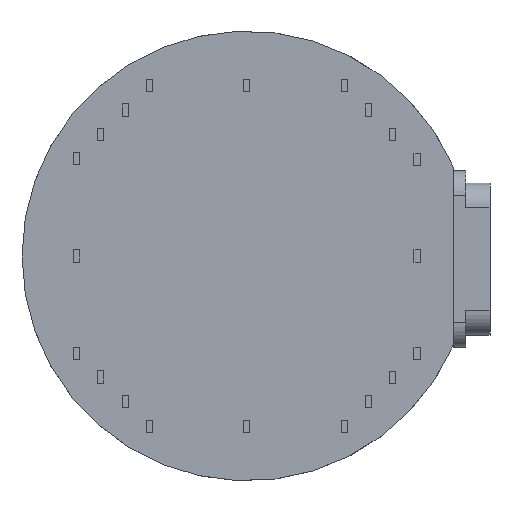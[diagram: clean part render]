
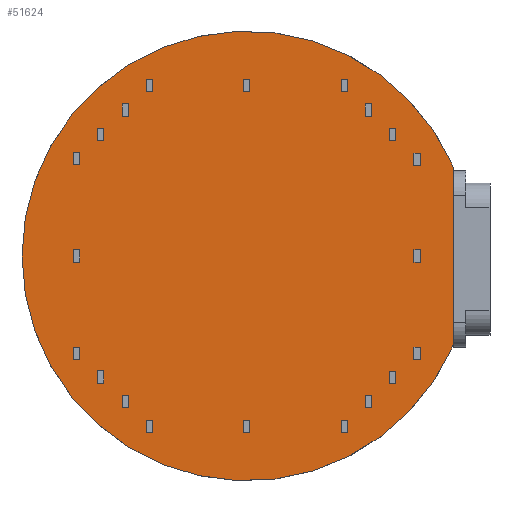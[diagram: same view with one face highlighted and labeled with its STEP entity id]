
A CAD part, top view. The second image highlights one B-rep face of the part: STEP entity #51624.
In plain terms, the highlighted planar face has unit normal (0, 0, 1).
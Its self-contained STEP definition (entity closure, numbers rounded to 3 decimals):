
#51624 = ADVANCED_FACE('',(#51625),#51660,.T.);
#51625 = FACE_BOUND('',#51626,.F.);
#51626 = EDGE_LOOP('',(#51627,#51637,#51645,#51654));
#51627 = ORIENTED_EDGE('',*,*,#51628,.T.);
#51628 = EDGE_CURVE('',#51629,#51631,#51633,.T.);
#51629 = VERTEX_POINT('',#51630);
#51630 = CARTESIAN_POINT('',(17.74,7.264,1.56));
#51631 = VERTEX_POINT('',#51632);
#51632 = CARTESIAN_POINT('',(17.74,-7.264,1.56));
#51633 = LINE('',#51634,#51635);
#51634 = CARTESIAN_POINT('',(17.74,7.264,1.56));
#51635 = VECTOR('',#51636,1.);
#51636 = DIRECTION('',(0.,-1.,0.));
#51637 = ORIENTED_EDGE('',*,*,#51638,.T.);
#51638 = EDGE_CURVE('',#51631,#51639,#51641,.T.);
#51639 = VERTEX_POINT('',#51640);
#51640 = CARTESIAN_POINT('',(17.569,-7.658,1.56));
#51641 = LINE('',#51642,#51643);
#51642 = CARTESIAN_POINT('',(17.74,-7.264,1.56));
#51643 = VECTOR('',#51644,1.);
#51644 = DIRECTION('',(-0.398,-0.917,0.));
#51645 = ORIENTED_EDGE('',*,*,#51646,.T.);
#51646 = EDGE_CURVE('',#51639,#51647,#51649,.T.);
#51647 = VERTEX_POINT('',#51648);
#51648 = CARTESIAN_POINT('',(17.569,7.658,1.56));
#51649 = CIRCLE('',#51650,18.486);
#51650 = AXIS2_PLACEMENT_3D('',#51651,#51652,#51653);
#51651 = CARTESIAN_POINT('',(0.744,0.,1.56));
#51652 = DIRECTION('',(-0.,0.,-1.));
#51653 = DIRECTION('',(0.91,-0.414,-0.));
#51654 = ORIENTED_EDGE('',*,*,#51655,.T.);
#51655 = EDGE_CURVE('',#51647,#51629,#51656,.T.);
#51656 = LINE('',#51657,#51658);
#51657 = CARTESIAN_POINT('',(17.569,7.658,1.56));
#51658 = VECTOR('',#51659,1.);
#51659 = DIRECTION('',(0.398,-0.917,0.));
#51660 = PLANE('',#51661);
#51661 = AXIS2_PLACEMENT_3D('',#51662,#51663,#51664);
#51662 = CARTESIAN_POINT('',(0.,0.,1.56));
#51663 = DIRECTION('',(0.,0.,1.));
#51664 = DIRECTION('',(1.,0.,-0.));
